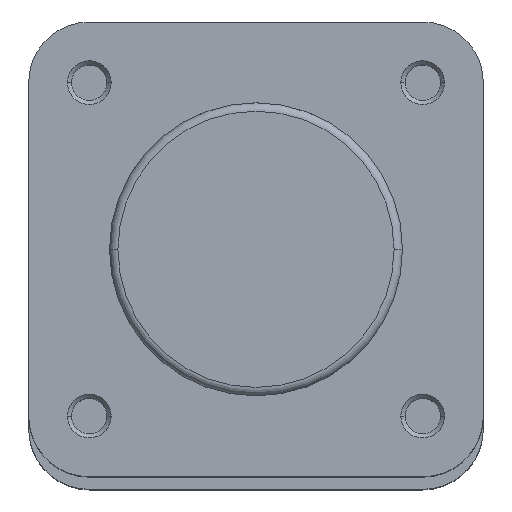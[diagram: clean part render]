
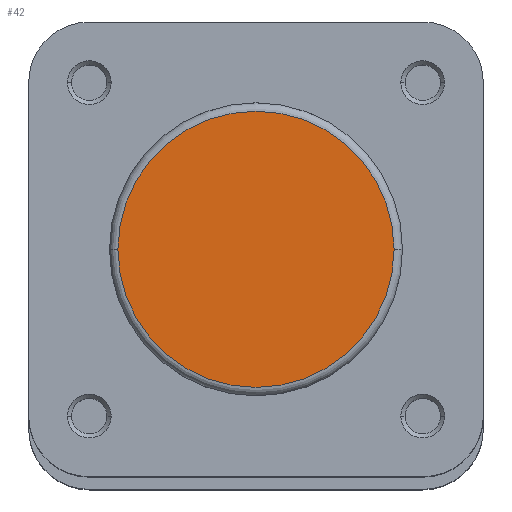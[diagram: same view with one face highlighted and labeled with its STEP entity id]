
A CAD part, top view. The second image highlights one B-rep face of the part: STEP entity #42.
In plain terms, the highlighted planar face has unit normal (0, 0, 1).
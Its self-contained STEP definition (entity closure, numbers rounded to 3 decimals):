
#42 = ADVANCED_FACE ( 'NONE', ( #3843 ), #1399, .F. ) ;
#98 = ORIENTED_EDGE ( 'NONE', *, *, #578, .T. ) ;
#226 = ORIENTED_EDGE ( 'NONE', *, *, #504, .T. ) ;
#504 = EDGE_CURVE ( 'NONE', #1047, #1046, #4311, .T. ) ;
#578 = EDGE_CURVE ( 'NONE', #1046, #1047, #4420, .T. ) ;
#646 = AXIS2_PLACEMENT_3D ( 'NONE', #1398, #1401, #1402 ) ;
#839 = AXIS2_PLACEMENT_3D ( 'NONE', #2233, #2242, #2243 ) ;
#881 = AXIS2_PLACEMENT_3D ( 'NONE', #2422, #2432, #2433 ) ;
#1046 = VERTEX_POINT ( 'NONE', #2494 ) ;
#1047 = VERTEX_POINT ( 'NONE', #2495 ) ;
#1398 = CARTESIAN_POINT ( 'NONE',  ( 0., 17.4, 0. ) ) ;
#1399 = PLANE ( 'NONE',  #646 ) ;
#1401 = DIRECTION ( 'NONE',  ( 0., 0., -1. ) ) ;
#1402 = DIRECTION ( 'NONE',  ( -1., 0., 0. ) ) ;
#2233 = CARTESIAN_POINT ( 'NONE',  ( 0., 0., 0. ) ) ;
#2242 = DIRECTION ( 'NONE',  ( 0., 0., 1. ) ) ;
#2243 = DIRECTION ( 'NONE',  ( -1., 0., 0. ) ) ;
#2422 = CARTESIAN_POINT ( 'NONE',  ( 0., 0., 0. ) ) ;
#2432 = DIRECTION ( 'NONE',  ( 0., 0., 1. ) ) ;
#2433 = DIRECTION ( 'NONE',  ( -1., 0., 0. ) ) ;
#2494 = CARTESIAN_POINT ( 'NONE',  ( 16.4, 0., 0. ) ) ;
#2495 = CARTESIAN_POINT ( 'NONE',  ( -16.4, 0., 0. ) ) ;
#2906 = EDGE_LOOP ( 'NONE', ( #226, #98 ) ) ;
#3843 = FACE_OUTER_BOUND ( 'NONE', #2906, .T. ) ;
#4311 = CIRCLE ( 'NONE', #839, 16.4 ) ;
#4420 = CIRCLE ( 'NONE', #881, 16.4 ) ;
